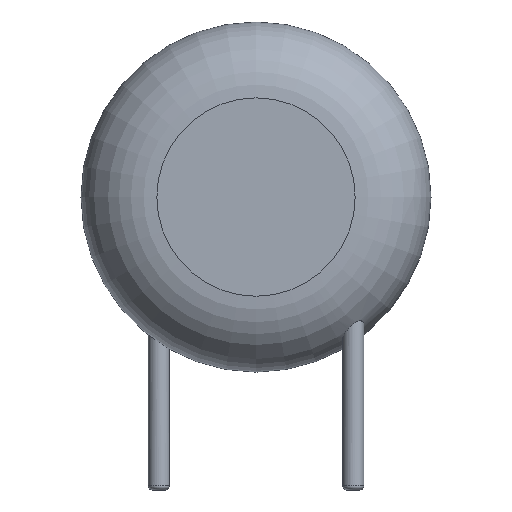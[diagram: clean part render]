
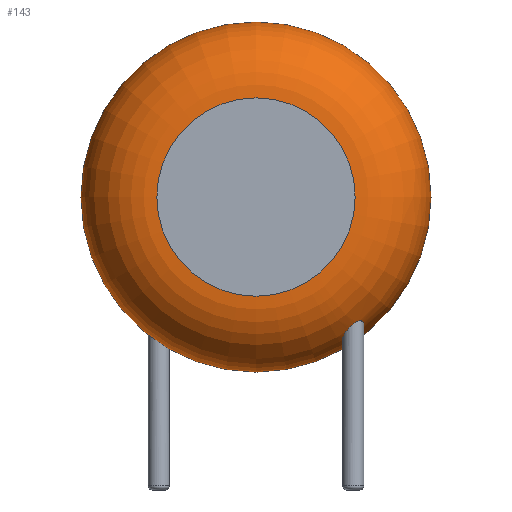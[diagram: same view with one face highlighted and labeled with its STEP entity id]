
A CAD part, front view. The second image highlights one B-rep face of the part: STEP entity #143.
In plain terms, the highlighted toroidal (fillet/blend) face has major radius 2.549 mm and minor radius 1.951 mm.
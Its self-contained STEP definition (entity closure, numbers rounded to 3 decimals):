
#24 = VERTEX_POINT('',#25);
#25 = CARTESIAN_POINT('',(7.,-0.999,4.53));
#31 = EDGE_CURVE('',#24,#24,#32,.T.);
#32 = CIRCLE('',#33,4.5);
#33 = AXIS2_PLACEMENT_3D('',#34,#35,#36);
#34 = CARTESIAN_POINT('',(2.5,-0.999,4.53));
#35 = DIRECTION('',(0.,-1.,0.));
#36 = DIRECTION('',(1.,0.,0.));
#143 = ADVANCED_FACE('',(#144,#164),#240,.T.);
#144 = FACE_BOUND('',#145,.T.);
#145 = EDGE_LOOP('',(#146,#147,#156,#163));
#146 = ORIENTED_EDGE('',*,*,#31,.T.);
#147 = ORIENTED_EDGE('',*,*,#148,.T.);
#148 = EDGE_CURVE('',#24,#149,#151,.T.);
#149 = VERTEX_POINT('',#150);
#150 = CARTESIAN_POINT('',(5.049,-2.95,4.53));
#151 = CIRCLE('',#152,1.951);
#152 = AXIS2_PLACEMENT_3D('',#153,#154,#155);
#153 = CARTESIAN_POINT('',(5.049,-0.999,4.53));
#154 = DIRECTION('',(0.,0.,-1.));
#155 = DIRECTION('',(1.,0.,0.));
#156 = ORIENTED_EDGE('',*,*,#157,.F.);
#157 = EDGE_CURVE('',#149,#149,#158,.T.);
#158 = CIRCLE('',#159,2.549);
#159 = AXIS2_PLACEMENT_3D('',#160,#161,#162);
#160 = CARTESIAN_POINT('',(2.5,-2.95,4.53));
#161 = DIRECTION('',(0.,-1.,0.));
#162 = DIRECTION('',(1.,0.,0.));
#163 = ORIENTED_EDGE('',*,*,#148,.F.);
#164 = FACE_BOUND('',#165,.T.);
#165 = EDGE_LOOP('',(#166,#187));
#166 = ORIENTED_EDGE('',*,*,#167,.T.);
#167 = EDGE_CURVE('',#168,#170,#172,.T.);
#168 = VERTEX_POINT('',#169);
#169 = CARTESIAN_POINT('',(5.27,-1.9,1.268));
#170 = VERTEX_POINT('',#171);
#171 = CARTESIAN_POINT('',(4.982,-1.631,0.903
));
#172 = B_SPLINE_CURVE_WITH_KNOTS('',7,(#173,#174,#175,#176,#177,#178,
#179,#180,#181,#182,#183,#184,#185,#186),.UNSPECIFIED.,.F.,.F.,(8,6,
8),(0.,0.42,1.),.UNSPECIFIED.);
#173 = CARTESIAN_POINT('',(5.27,-1.9,1.268));
#174 = CARTESIAN_POINT('',(5.27,-1.874,1.25));
#175 = CARTESIAN_POINT('',(5.267,-1.847,1.23
));
#176 = CARTESIAN_POINT('',(5.261,-1.822,1.21)
);
#177 = CARTESIAN_POINT('',(5.252,-1.797,1.188
));
#178 = CARTESIAN_POINT('',(5.241,-1.774,1.165
));
#179 = CARTESIAN_POINT('',(5.227,-1.752,1.142
));
#180 = CARTESIAN_POINT('',(5.188,-1.703,1.086
));
#181 = CARTESIAN_POINT('',(5.162,-1.679,1.054
));
#182 = CARTESIAN_POINT('',(5.131,-1.658,1.021
));
#183 = CARTESIAN_POINT('',(5.096,-1.642,0.988
));
#184 = CARTESIAN_POINT('',(5.059,-1.632,0.957)
);
#185 = CARTESIAN_POINT('',(5.021,-1.628,0.929)
);
#186 = CARTESIAN_POINT('',(4.982,-1.631,0.903
));
#187 = ORIENTED_EDGE('',*,*,#188,.T.);
#188 = EDGE_CURVE('',#170,#168,#189,.T.);
#189 = B_SPLINE_CURVE_WITH_KNOTS('',7,(#190,#191,#192,#193,#194,#195,
#196,#197,#198,#199,#200,#201,#202,#203,#204,#205,#206,#207,#208,
#209,#210,#211,#212,#213,#214,#215,#216,#217,#218,#219,#220,#221,
#222,#223,#224,#225,#226,#227,#228,#229,#230,#231,#232,#233,#234,
#235,#236,#237,#238,#239),.UNSPECIFIED.,.F.,.F.,(8,6,6,6,6,6,6,6,8),
(0.,0.19,0.299,0.355,0.508,
0.649,0.787,0.911,1.),.UNSPECIFIED.);
#190 = CARTESIAN_POINT('',(4.982,-1.631,0.903
));
#191 = CARTESIAN_POINT('',(4.947,-1.633,0.88)
);
#192 = CARTESIAN_POINT('',(4.912,-1.641,0.86
));
#193 = CARTESIAN_POINT('',(4.878,-1.654,0.843
));
#194 = CARTESIAN_POINT('',(4.846,-1.672,0.831)
);
#195 = CARTESIAN_POINT('',(4.818,-1.696,0.823)
);
#196 = CARTESIAN_POINT('',(4.793,-1.723,0.821
));
#197 = CARTESIAN_POINT('',(4.763,-1.769,0.825
));
#198 = CARTESIAN_POINT('',(4.753,-1.787,0.828
));
#199 = CARTESIAN_POINT('',(4.745,-1.806,0.833)
);
#200 = CARTESIAN_POINT('',(4.739,-1.825,0.839
));
#201 = CARTESIAN_POINT('',(4.735,-1.844,0.847
));
#202 = CARTESIAN_POINT('',(4.732,-1.863,0.857)
);
#203 = CARTESIAN_POINT('',(4.73,-1.892,0.873
));
#204 = CARTESIAN_POINT('',(4.73,-1.902,0.878));
#205 = CARTESIAN_POINT('',(4.73,-1.912,0.884
));
#206 = CARTESIAN_POINT('',(4.73,-1.921,0.891
));
#207 = CARTESIAN_POINT('',(4.731,-1.931,0.898
));
#208 = CARTESIAN_POINT('',(4.733,-1.94,0.905
));
#209 = CARTESIAN_POINT('',(4.739,-1.976,0.932)
);
#210 = CARTESIAN_POINT('',(4.747,-2.001,0.954)
);
#211 = CARTESIAN_POINT('',(4.758,-2.024,0.977
));
#212 = CARTESIAN_POINT('',(4.77,-2.047,1.002
));
#213 = CARTESIAN_POINT('',(4.786,-2.067,1.028)
);
#214 = CARTESIAN_POINT('',(4.803,-2.086,1.055
));
#215 = CARTESIAN_POINT('',(4.84,-2.118,1.106
));
#216 = CARTESIAN_POINT('',(4.859,-2.132,1.131
));
#217 = CARTESIAN_POINT('',(4.879,-2.144,1.156
));
#218 = CARTESIAN_POINT('',(4.901,-2.154,1.18)
);
#219 = CARTESIAN_POINT('',(4.925,-2.161,1.204
));
#220 = CARTESIAN_POINT('',(4.949,-2.166,1.226
));
#221 = CARTESIAN_POINT('',(4.998,-2.171,1.268
));
#222 = CARTESIAN_POINT('',(5.023,-2.171,1.287
));
#223 = CARTESIAN_POINT('',(5.049,-2.168,1.304)
);
#224 = CARTESIAN_POINT('',(5.074,-2.162,1.319
));
#225 = CARTESIAN_POINT('',(5.099,-2.153,1.331
));
#226 = CARTESIAN_POINT('',(5.123,-2.142,1.339
));
#227 = CARTESIAN_POINT('',(5.165,-2.115,1.35)
);
#228 = CARTESIAN_POINT('',(5.183,-2.101,1.352
));
#229 = CARTESIAN_POINT('',(5.2,-2.084,1.352
));
#230 = CARTESIAN_POINT('',(5.215,-2.067,1.349
));
#231 = CARTESIAN_POINT('',(5.228,-2.048,1.344
));
#232 = CARTESIAN_POINT('',(5.239,-2.028,1.337)
);
#233 = CARTESIAN_POINT('',(5.254,-1.992,1.322)
);
#234 = CARTESIAN_POINT('',(5.26,-1.977,1.315
));
#235 = CARTESIAN_POINT('',(5.264,-1.962,1.307)
);
#236 = CARTESIAN_POINT('',(5.267,-1.947,1.298
));
#237 = CARTESIAN_POINT('',(5.269,-1.931,1.289
));
#238 = CARTESIAN_POINT('',(5.27,-1.915,1.279));
#239 = CARTESIAN_POINT('',(5.27,-1.9,1.268));
#240 = TOROIDAL_SURFACE('',#241,2.549,1.951);
#241 = AXIS2_PLACEMENT_3D('',#242,#243,#244);
#242 = CARTESIAN_POINT('',(2.5,-0.999,4.53));
#243 = DIRECTION('',(0.,-1.,0.));
#244 = DIRECTION('',(1.,0.,0.));
